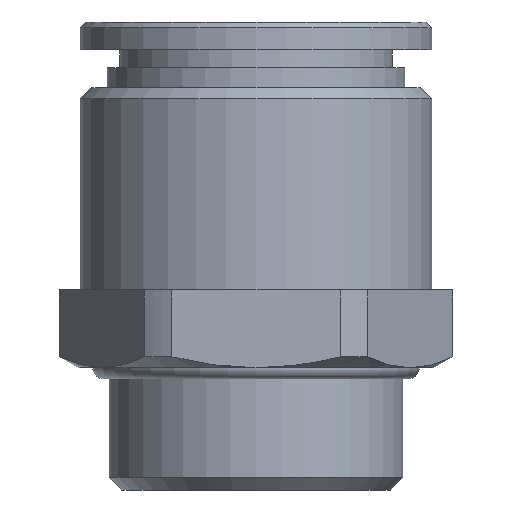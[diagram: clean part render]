
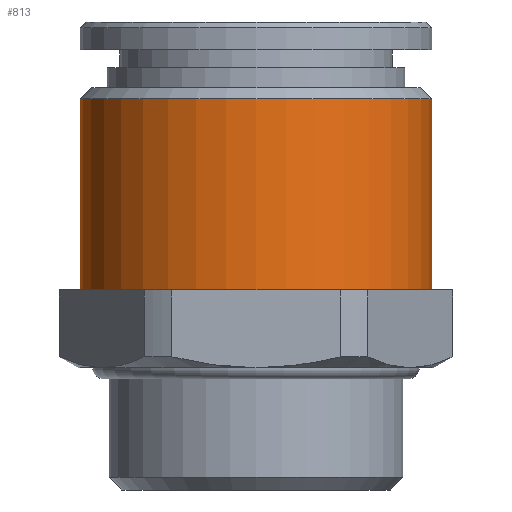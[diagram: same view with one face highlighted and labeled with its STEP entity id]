
A CAD part, front view. The second image highlights one B-rep face of the part: STEP entity #813.
In plain terms, the highlighted cylindrical face has radius 15.8 mm (diameter 31.6 mm), a full revolution.
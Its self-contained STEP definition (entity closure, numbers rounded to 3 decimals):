
#82=CIRCLE('',#881,15.8);
#83=CIRCLE('',#883,15.8);
#154=ORIENTED_EDGE('',*,*,#277,.T.);
#155=ORIENTED_EDGE('',*,*,#276,.F.);
#276=EDGE_CURVE('',#335,#335,#82,.T.);
#277=EDGE_CURVE('',#336,#336,#83,.T.);
#335=VERTEX_POINT('',#1219);
#336=VERTEX_POINT('',#1222);
#414=EDGE_LOOP('',(#154));
#415=EDGE_LOOP('',(#155));
#474=FACE_BOUND('',#414,.T.);
#475=FACE_BOUND('',#415,.T.);
#514=CYLINDRICAL_SURFACE('',#882,15.8);
#813=ADVANCED_FACE('',(#474,#475),#514,.T.);
#881=AXIS2_PLACEMENT_3D('',#1218,#1013,#1014);
#882=AXIS2_PLACEMENT_3D('',#1220,#1015,#1016);
#883=AXIS2_PLACEMENT_3D('',#1221,#1017,#1018);
#1013=DIRECTION('',(0.,0.,1.));
#1014=DIRECTION('',(1.,0.,0.));
#1015=DIRECTION('',(0.,0.,1.));
#1016=DIRECTION('',(1.,0.,0.));
#1017=DIRECTION('',(0.,0.,1.));
#1018=DIRECTION('',(1.,0.,0.));
#1218=CARTESIAN_POINT('',(0.,0.,24.2));
#1219=CARTESIAN_POINT('',(15.8,0.,24.2));
#1220=CARTESIAN_POINT('',(0.,0.,31.1));
#1221=CARTESIAN_POINT('',(0.,0.,7.));
#1222=CARTESIAN_POINT('',(15.8,0.,7.));
